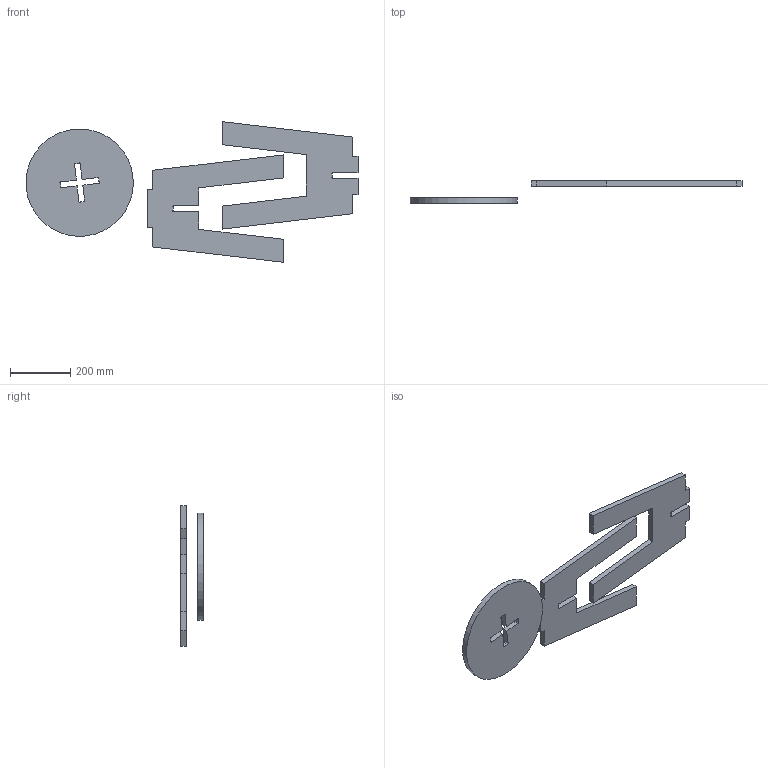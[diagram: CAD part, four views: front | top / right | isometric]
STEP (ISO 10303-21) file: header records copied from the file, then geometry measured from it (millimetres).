
FILE_DESCRIPTION(/* description */ (''),/* implementation_level */ '2;1');
FILE_NAME(/* name */ 'chair.step',/* time_stamp */ '2016-12-01T15:37:43+00:00',/* author */ (''),/* organization */ (''),/* preprocessor_version */ 'ST-DEVELOPER v16.5',/* originating_system */ 'Autodesk Translation Framework v5.1.0.2740',/* authorisation */ '');
FILE_SCHEMA (('AUTOMOTIVE_DESIGN { 1 0 10303 214 3 1 1 }'));
Length unit declared in the file: centimetre
Products named in the file (5): table_last v5 v1 v3; 3DCAM; leg (1) (1); leg (2); seat (1)
Assembly tree (4 placements, depth 2):
  table_last v5 v1 v3
    3DCAM
    leg (1) (1)
    leg (2)
    seat (1)
Bounding box: 1099.36 x 74.76 x 465.6 mm (x, y, z)
Volume: 4832846.4 mm3; surface area: 638343.6 mm2
Topology: 3 solids, 3 shells, 69 faces, 189 edges, 126 vertices
Faces by surface type: plane 54, cylinder 15
Full cylindrical faces by diameter (mm): 355.6 x1
Entity records: 2275 total; most frequent: CARTESIAN_POINT 392, ORIENTED_EDGE 376, DIRECTION 374, EDGE_CURVE 188, LINE 158, VECTOR 158, VERTEX_POINT 126, AXIS2_PLACEMENT_3D 108
